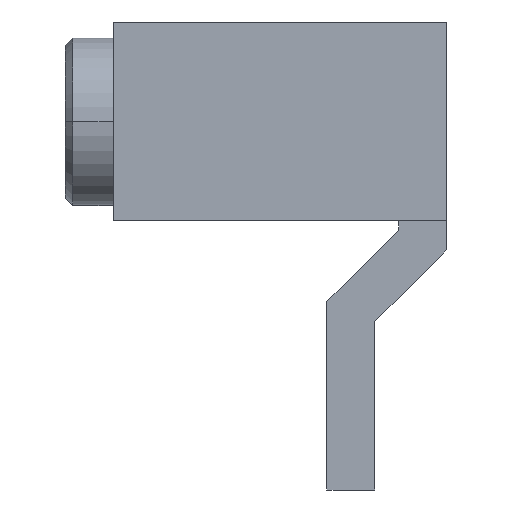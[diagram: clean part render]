
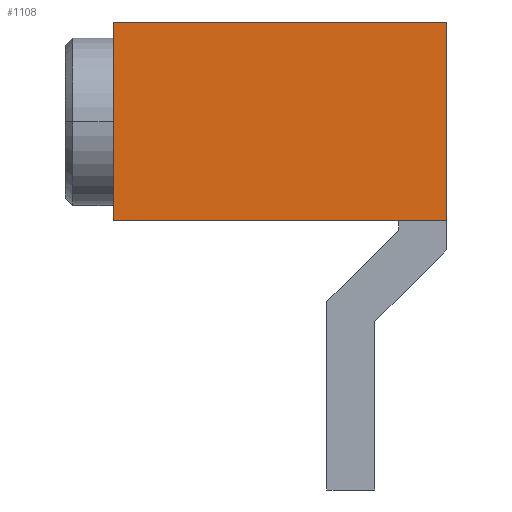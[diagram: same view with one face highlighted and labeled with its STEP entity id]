
A CAD part, left-side view. The second image highlights one B-rep face of the part: STEP entity #1108.
In plain terms, the highlighted planar face has unit normal (-1, 0, 0).
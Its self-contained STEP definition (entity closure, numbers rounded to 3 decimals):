
#1090=AXIS2_PLACEMENT_3D('Plane Axis2P3D',#1087,#1088,#1089) ;
#708=CARTESIAN_POINT('Vertex',(-41.555,45.3,108.65)) ;
#713=CARTESIAN_POINT('Line Origine',(-41.555,45.3,119.025)) ;
#717=CARTESIAN_POINT('Vertex',(-41.555,45.3,129.4)) ;
#976=CARTESIAN_POINT('Vertex',(-41.555,10.5,129.4)) ;
#979=CARTESIAN_POINT('Line Origine',(-41.555,10.5,119.025)) ;
#983=CARTESIAN_POINT('Vertex',(-41.555,10.5,108.65)) ;
#1087=CARTESIAN_POINT('Axis2P3D Location',(-41.555,0.,0.)) ;
#1092=CARTESIAN_POINT('Line Origine',(-41.555,27.9,129.4)) ;
#1097=CARTESIAN_POINT('Line Origine',(-41.555,27.9,108.65)) ;
#714=DIRECTION('Vector Direction',(0.,0.,-1.)) ;
#980=DIRECTION('Vector Direction',(0.,0.,1.)) ;
#1088=DIRECTION('Axis2P3D Direction',(1.,0.,0.)) ;
#1089=DIRECTION('Axis2P3D XDirection',(0.,1.,0.)) ;
#1093=DIRECTION('Vector Direction',(0.,1.,0.)) ;
#1098=DIRECTION('Vector Direction',(0.,1.,0.)) ;
#715=VECTOR('Line Direction',#714,1.) ;
#981=VECTOR('Line Direction',#980,1.) ;
#1094=VECTOR('Line Direction',#1093,1.) ;
#1099=VECTOR('Line Direction',#1098,1.) ;
#1103=ORIENTED_EDGE('',*,*,#985,.F.) ;
#1104=ORIENTED_EDGE('',*,*,#1096,.F.) ;
#1105=ORIENTED_EDGE('',*,*,#719,.F.) ;
#1106=ORIENTED_EDGE('',*,*,#1101,.F.) ;
#1108=ADVANCED_FACE('Terminali esterni superiori',(#1107),#1091,.F.) ;
#719=EDGE_CURVE('',#709,#718,#716,.F.) ;
#985=EDGE_CURVE('',#977,#984,#982,.F.) ;
#1096=EDGE_CURVE('',#718,#977,#1095,.F.) ;
#1101=EDGE_CURVE('',#984,#709,#1100,.T.) ;
#1102=EDGE_LOOP('',(#1103,#1104,#1105,#1106)) ;
#1107=FACE_OUTER_BOUND('',#1102,.T.) ;
#716=LINE('Line',#713,#715) ;
#982=LINE('Line',#979,#981) ;
#1095=LINE('Line',#1092,#1094) ;
#1100=LINE('Line',#1097,#1099) ;
#1091=PLANE('',#1090) ;
#709=VERTEX_POINT('',#708) ;
#718=VERTEX_POINT('',#717) ;
#977=VERTEX_POINT('',#976) ;
#984=VERTEX_POINT('',#983) ;
